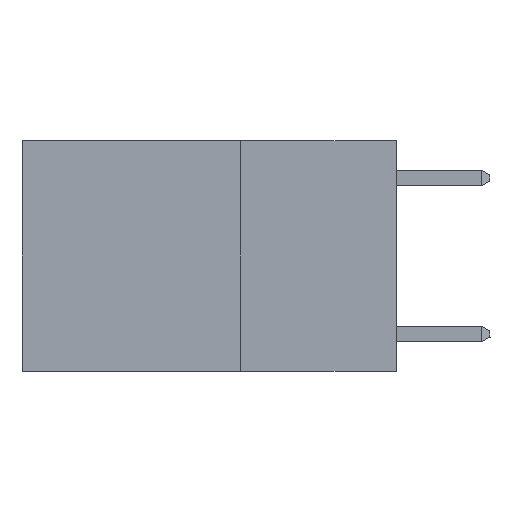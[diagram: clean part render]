
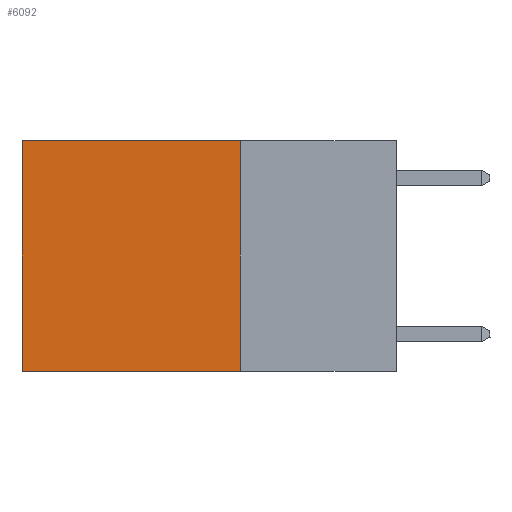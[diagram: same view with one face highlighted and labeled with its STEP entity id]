
A CAD part, left-side view. The second image highlights one B-rep face of the part: STEP entity #6092.
In plain terms, the highlighted planar face has unit normal (-1, 0, 0).
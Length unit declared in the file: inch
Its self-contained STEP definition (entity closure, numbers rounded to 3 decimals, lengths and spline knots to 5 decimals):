
#985 = VECTOR ( 'NONE', #12320, 39.37008 ) ;
#1246 = DIRECTION ( 'NONE',  ( 0., 0., -1. ) ) ;
#1262 = VECTOR ( 'NONE', #11666, 39.37008 ) ;
#1887 = VERTEX_POINT ( 'NONE', #7239 ) ;
#2693 = VECTOR ( 'NONE', #8986, 39.37008 ) ;
#3201 = EDGE_LOOP ( 'NONE', ( #3745, #5724, #9826, #3260 ) ) ;
#3260 = ORIENTED_EDGE ( 'NONE', *, *, #8751, .T. ) ;
#3745 = ORIENTED_EDGE ( 'NONE', *, *, #8786, .T. ) ;
#4411 = EDGE_CURVE ( 'NONE', #17807, #15813, #13920, .T. ) ;
#4632 = DIRECTION ( 'NONE',  ( 0., 0., -1. ) ) ;
#5013 = LINE ( 'NONE', #7373, #1262 ) ;
#5661 = CARTESIAN_POINT ( 'NONE',  ( 0.2625, 0.25, -0.37 ) ) ;
#5724 = ORIENTED_EDGE ( 'NONE', *, *, #4411, .F. ) ;
#6092 = ADVANCED_FACE ( 'NONE', ( #13244 ), #12464, .F. ) ;
#6448 = AXIS2_PLACEMENT_3D ( 'NONE', #9669, #9730, #1246 ) ;
#7239 = CARTESIAN_POINT ( 'NONE',  ( 0.2625, 0.25, 0. ) ) ;
#7373 = CARTESIAN_POINT ( 'NONE',  ( 0.2625, 0.25, 0. ) ) ;
#7550 = CARTESIAN_POINT ( 'NONE',  ( 0.2625, 0.25, -0.37 ) ) ;
#8059 = CARTESIAN_POINT ( 'NONE',  ( 0.2625, 0.25, 0. ) ) ;
#8751 = EDGE_CURVE ( 'NONE', #1887, #9108, #5013, .T. ) ;
#8786 = EDGE_CURVE ( 'NONE', #9108, #15813, #12509, .T. ) ;
#8986 = DIRECTION ( 'NONE',  ( 0., 1., 0. ) ) ;
#9108 = VERTEX_POINT ( 'NONE', #13830 ) ;
#9669 = CARTESIAN_POINT ( 'NONE',  ( 0.2625, 0.25, 0. ) ) ;
#9730 = DIRECTION ( 'NONE',  ( 1., 0., 0. ) ) ;
#9826 = ORIENTED_EDGE ( 'NONE', *, *, #14831, .F. ) ;
#11652 = VECTOR ( 'NONE', #4632, 39.37008 ) ;
#11666 = DIRECTION ( 'NONE',  ( 0., 1., 0. ) ) ;
#11814 = LINE ( 'NONE', #8059, #985 ) ;
#12320 = DIRECTION ( 'NONE',  ( 0., 0., -1. ) ) ;
#12464 = PLANE ( 'NONE',  #6448 ) ;
#12509 = LINE ( 'NONE', #17184, #11652 ) ;
#13244 = FACE_OUTER_BOUND ( 'NONE', #3201, .T. ) ;
#13830 = CARTESIAN_POINT ( 'NONE',  ( 0.2625, 0.6, 0. ) ) ;
#13920 = LINE ( 'NONE', #7550, #2693 ) ;
#14831 = EDGE_CURVE ( 'NONE', #1887, #17807, #11814, .T. ) ;
#15813 = VERTEX_POINT ( 'NONE', #17326 ) ;
#17184 = CARTESIAN_POINT ( 'NONE',  ( 0.2625, 0.6, 0. ) ) ;
#17326 = CARTESIAN_POINT ( 'NONE',  ( 0.2625, 0.6, -0.37 ) ) ;
#17807 = VERTEX_POINT ( 'NONE', #5661 ) ;
